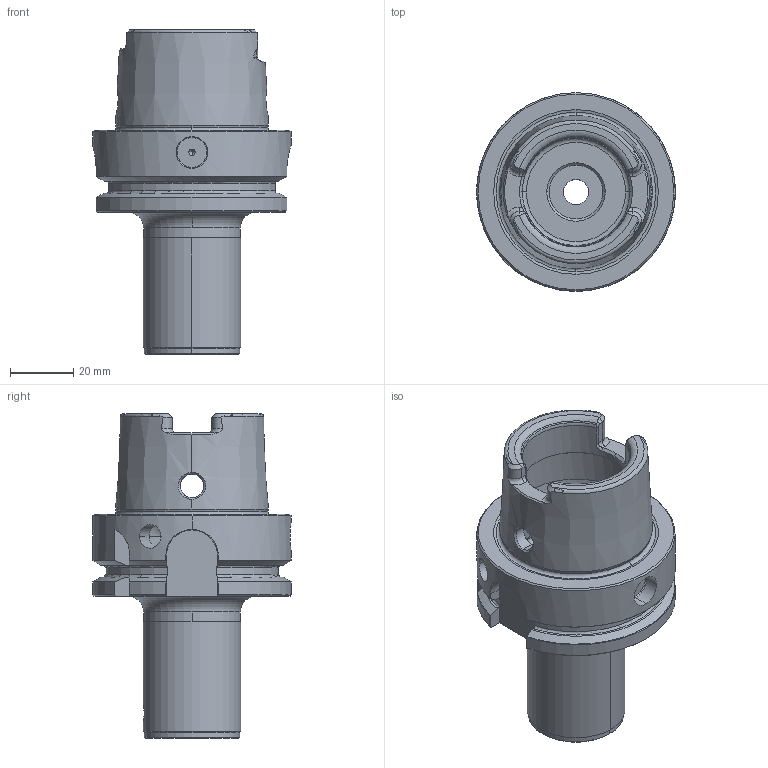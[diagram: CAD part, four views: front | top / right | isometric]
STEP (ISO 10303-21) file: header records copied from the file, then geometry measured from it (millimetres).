
FILE_DESCRIPTION(('no description'),'unknown implementation level');
FILE_NAME('8D57BE87-3E1D-4A72-844B-9B8E5FAEA126_export.stp',' ',('CIMSOURCE GmbH'),('CADClick - KiM GmbH - www.kimweb.de'),'unknown preprocess','ACIS','unknown authorization');
FILE_SCHEMA(('automotive_design'));
Length unit declared in the file: millimetre
Products named in the file (2): 324.331 Kaiser HSK-A63 x CK3 x 80B|324.331 Kaiser HSK-A63 x CK3 x 80B_Standard;NONE; 324.331 Kaiser HSK-A63 x CK3 x 80B|690.433 Kaiser ETL M6 X 8,5 CK3_Standard;NONE
Bounding box: 62.94 x 62.94 x 102.9 mm (x, y, z)
Volume: 107596.2 mm3; surface area: 28489.4 mm2
Topology: 2 solids, 2 shells, 282 faces, 730 edges, 448 vertices
Faces by surface type: cone 88, plane 82, cylinder 61, torus 32, bspline 19
Entity records: 20377 total; most frequent: CARTESIAN_POINT 5693, STYLED_ITEM 1456, PRESENTATION_STYLE_ASSIGNMENT 1456, COLOUR_RGB 1456, ORIENTED_EDGE 1448, DIRECTION 1296, EDGE_CURVE 724, CURVE_STYLE 724
